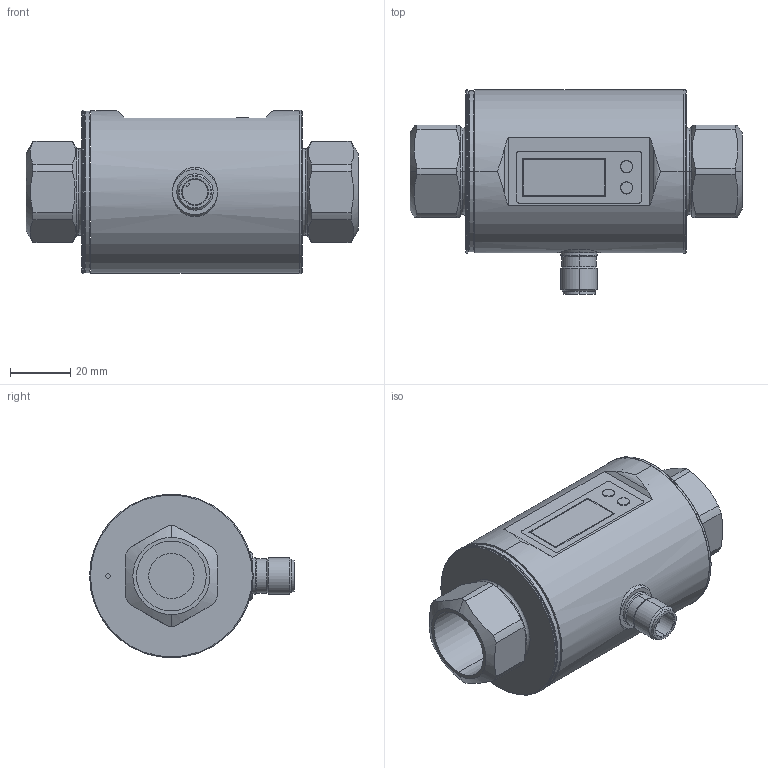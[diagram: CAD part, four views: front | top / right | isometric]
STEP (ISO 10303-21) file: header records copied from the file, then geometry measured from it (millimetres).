
FILE_DESCRIPTION (( 'STEP AP214' ), '1' );
FILE_NAME ('FMM75-1001.STEP', '2015-11-04T12:24:42', ( '' ), ( '' ), 'SwSTEP 2.0', 'SolidWorks 2015', '' );
FILE_SCHEMA (( 'AUTOMOTIVE_DESIGN' ));
Length unit declared in the file: millimetre
Products named in the file (1): FMM75-1001
Bounding box: 109.99 x 67.85 x 54.2 mm (x, y, z)
Volume: 47413.6 mm3; surface area: 55956.3 mm2
Topology: 9 solids, 10 shells, 204 faces, 457 edges, 288 vertices
Faces by surface type: plane 82, cylinder 81, cone 31, torus 10
Entity records: 6087 total; most frequent: CARTESIAN_POINT 1302, DIRECTION 1049, ORIENTED_EDGE 906, EDGE_CURVE 453, AXIS2_PLACEMENT_3D 427, VERTEX_POINT 288, EDGE_LOOP 233, CIRCLE 222
